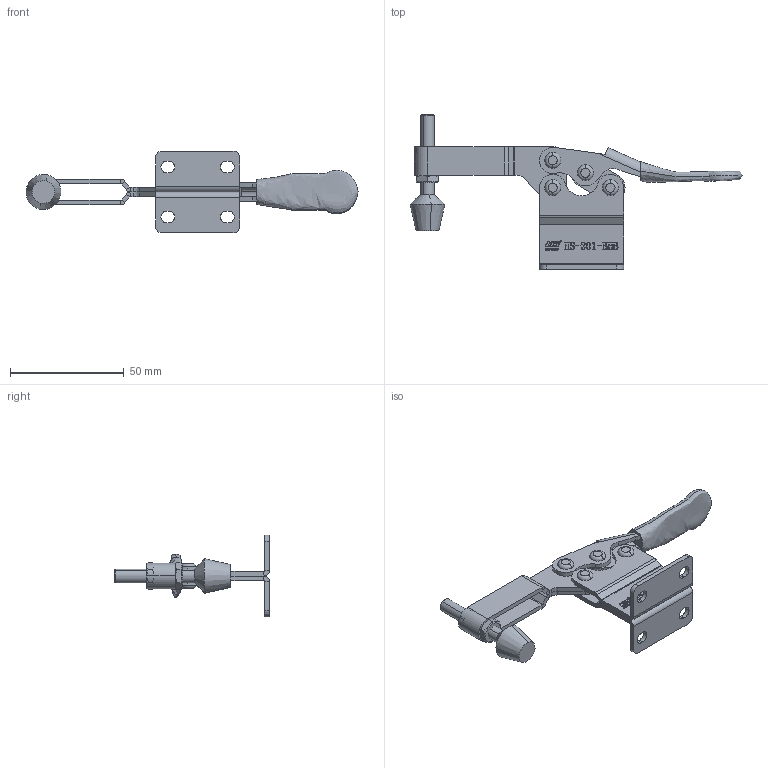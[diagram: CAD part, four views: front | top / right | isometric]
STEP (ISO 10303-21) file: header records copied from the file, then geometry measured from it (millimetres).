
FILE_DESCRIPTION (( 'STEP AP203' ), '1' );
FILE_NAME ('HS-201-BHB装配体.STEP', '2018-12-07T03:05:12', ( 'PCOS' ), ( '微软中国' ), 'SwSTEP 2.0', 'SolidWorks 2012', '' );
FILE_SCHEMA (( 'CONFIG_CONTROL_DESIGN' ));
Length unit declared in the file: millimetre
Products named in the file (10): HS-201-BHB蚾饜极; hex thin nuts-grades ab-chamfered gb_GB_FASTENER_NUT_STNAB M6-N; hexagon head bolts-full thread gb_GB_FASTENER_BOLT_STBAB A M6X40-C; 揤輸; 揤參; 种; 忒梟; 忒參; 蟀裝; 楊擘菁釱
Assembly tree (14 placements, depth 2):
  HS-201-BHB蚾饜极
    楊擘菁釱  x2
    蟀裝
    忒參
    忒梟
    种  x4
    揤參
    揤輸
    hexagon head bolts-full thread gb_GB_FASTENER_BOLT_STBAB A M6X40-C
    hex thin nuts-grades ab-chamfered gb_GB_FASTENER_NUT_STNAB M6-N  x2
Bounding box: 146.04 x 68.05 x 36 mm (x, y, z)
Volume: 21540.5 mm3; surface area: 21958.6 mm2
Topology: 14 solids, 14 shells, 1148 faces, 3021 edges, 1973 vertices
Faces by surface type: plane 625, bspline 298, cylinder 179, cone 30, torus 16
Entity records: 32317 total; most frequent: CARTESIAN_POINT 16084, ORIENTED_EDGE 3366, DIRECTION 2649, EDGE_CURVE 1683, VERTEX_POINT 1093, LINE 1069, VECTOR 1069, AXIS2_PLACEMENT_3D 790
